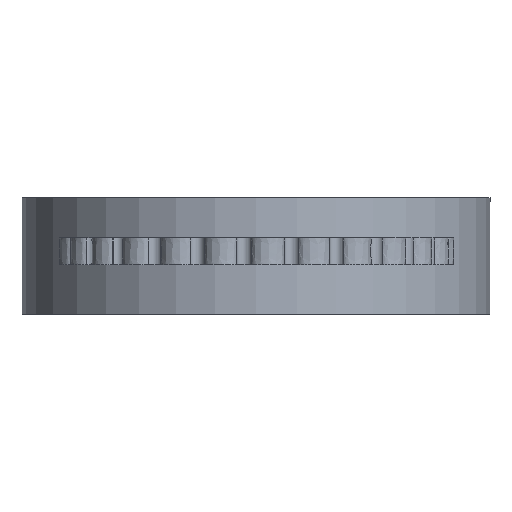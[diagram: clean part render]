
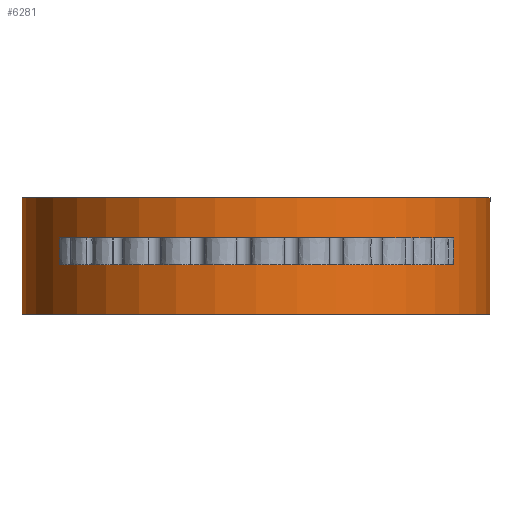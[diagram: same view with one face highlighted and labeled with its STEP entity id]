
A CAD part, left-side view. The second image highlights one B-rep face of the part: STEP entity #6281.
In plain terms, the highlighted cylindrical face has radius 61.5 mm (diameter 123 mm), a full revolution.
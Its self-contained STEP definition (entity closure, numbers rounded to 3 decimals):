
#423=FACE_OUTER_BOUND('',#810,.T.);
#810=EDGE_LOOP('',(#4323,#4324,#4325,#4326));
#1162=LINE('',#9814,#1542);
#1542=VECTOR('',#7800,62.5);
#1935=CIRCLE('',#6700,61.5);
#1968=CIRCLE('',#6751,61.5);
#2461=VERTEX_POINT('',#9729);
#2482=VERTEX_POINT('',#9811);
#3148=EDGE_CURVE('',#2461,#2461,#1935,.T.);
#3191=EDGE_CURVE('',#2482,#2482,#1968,.T.);
#3192=EDGE_CURVE('',#2461,#2482,#1162,.T.);
#4323=ORIENTED_EDGE('',*,*,#3148,.F.);
#4324=ORIENTED_EDGE('',*,*,#3192,.T.);
#4325=ORIENTED_EDGE('',*,*,#3191,.F.);
#4326=ORIENTED_EDGE('',*,*,#3192,.F.);
#6088=CYLINDRICAL_SURFACE('',#6752,61.5);
#6281=ADVANCED_FACE('',(#423),#6088,.T.);
#6700=AXIS2_PLACEMENT_3D('',#9730,#7684,#7685);
#6751=AXIS2_PLACEMENT_3D('',#9812,#7796,#7797);
#6752=AXIS2_PLACEMENT_3D('',#9813,#7798,#7799);
#7684=DIRECTION('center_axis',(0.,0.,
1.));
#7685=DIRECTION('ref_axis',(-1.,0.,0.));
#7796=DIRECTION('center_axis',(0.,0.,
-1.));
#7797=DIRECTION('ref_axis',(-1.,0.,0.));
#7798=DIRECTION('center_axis',(0.,0.,
1.));
#7799=DIRECTION('ref_axis',(-1.,0.,0.));
#7800=DIRECTION('',(0.,0.,-1.));
#9729=CARTESIAN_POINT('',(211.5,0.,17.5));
#9730=CARTESIAN_POINT('Origin',(150.,0.,17.5));
#9811=CARTESIAN_POINT('',(211.5,0.,-13.));
#9812=CARTESIAN_POINT('Origin',(150.,0.,-13.));
#9813=CARTESIAN_POINT('Origin',(150.,0.,1.));
#9814=CARTESIAN_POINT('',(211.5,0.,1.));
